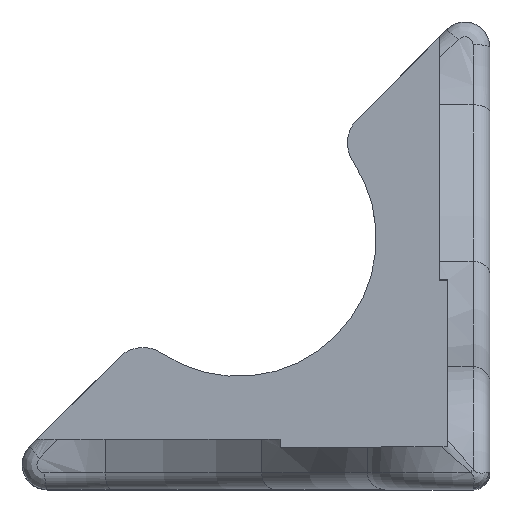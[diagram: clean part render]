
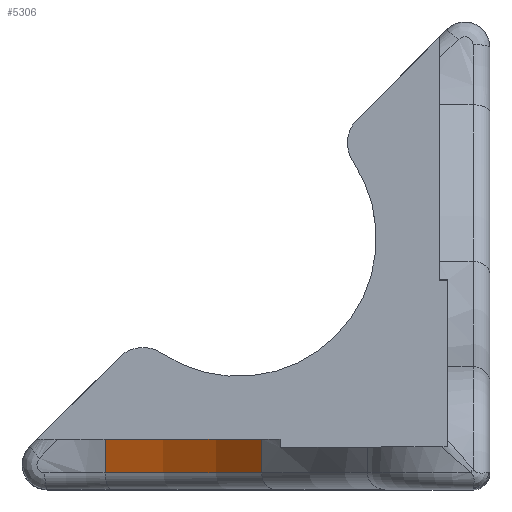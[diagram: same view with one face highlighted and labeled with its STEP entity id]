
A CAD part, top view. The second image highlights one B-rep face of the part: STEP entity #5306.
In plain terms, the highlighted cylindrical face has radius 52.843 mm (diameter 105.686 mm), a partial arc.
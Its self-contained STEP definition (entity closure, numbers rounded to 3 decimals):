
#1978 = TOROIDAL_SURFACE('',#1979,54.843,2.);
#1979 = AXIS2_PLACEMENT_3D('',#1980,#1981,#1982);
#1980 = CARTESIAN_POINT('',(-38.767,-28.,72.533));
#1981 = DIRECTION('',(0.,1.,0.));
#1982 = DIRECTION('',(0.433,0.,-0.901));
#3249 = PLANE('',#3250);
#3250 = AXIS2_PLACEMENT_3D('',#3251,#3252,#3253);
#3251 = CARTESIAN_POINT('',(5.,-24.,80.));
#3252 = DIRECTION('',(0.,1.,0.));
#3253 = DIRECTION('',(-1.,0.,0.));
#4202 = VERTEX_POINT('',#4203);
#4203 = CARTESIAN_POINT('',(-15.875,-28.,24.905));
#4218 = CYLINDRICAL_SURFACE('',#4219,24.949);
#4219 = AXIS2_PLACEMENT_3D('',#4220,#4221,#4222);
#4220 = CARTESIAN_POINT('',(-26.683,-30.,47.392));
#4221 = DIRECTION('',(0.,-1.,0.));
#4222 = DIRECTION('',(1.,0.,0.));
#4255 = VERTEX_POINT('',#4256);
#4256 = CARTESIAN_POINT('',(2.8,-28.,39.905));
#4291 = CYLINDRICAL_SURFACE('',#4292,63.94);
#4292 = AXIS2_PLACEMENT_3D('',#4293,#4294,#4295);
#4293 = CARTESIAN_POINT('',(-47.496,-30.,79.384));
#4294 = DIRECTION('',(0.,-1.,0.));
#4295 = DIRECTION('',(1.,0.,0.));
#4309 = EDGE_CURVE('',#4202,#4255,#4310,.T.);
#4310 = SURFACE_CURVE('',#4311,(#4316,#4323),.PCURVE_S1.);
#4311 = CIRCLE('',#4312,52.843);
#4312 = AXIS2_PLACEMENT_3D('',#4313,#4314,#4315);
#4313 = CARTESIAN_POINT('',(-38.767,-28.,72.533));
#4314 = DIRECTION('',(0.,-1.,0.));
#4315 = DIRECTION('',(0.433,0.,-0.901));
#4316 = PCURVE('',#1978,#4317);
#4317 = DEFINITIONAL_REPRESENTATION('',(#4318),#4322);
#4318 = LINE('',#4319,#4320);
#4319 = CARTESIAN_POINT('',(0.,3.142));
#4320 = VECTOR('',#4321,1.);
#4321 = DIRECTION('',(-1.,0.));
#4322 = ( GEOMETRIC_REPRESENTATION_CONTEXT(2) 
PARAMETRIC_REPRESENTATION_CONTEXT() REPRESENTATION_CONTEXT('2D SPACE',''
  ) );
#4323 = PCURVE('',#4324,#4329);
#4324 = CYLINDRICAL_SURFACE('',#4325,52.843);
#4325 = AXIS2_PLACEMENT_3D('',#4326,#4327,#4328);
#4326 = CARTESIAN_POINT('',(-38.767,-30.,72.533));
#4327 = DIRECTION('',(0.,-1.,0.));
#4328 = DIRECTION('',(1.,0.,0.));
#4329 = DEFINITIONAL_REPRESENTATION('',(#4330),#4334);
#4330 = LINE('',#4331,#4332);
#4331 = CARTESIAN_POINT('',(5.16,-2.));
#4332 = VECTOR('',#4333,1.);
#4333 = DIRECTION('',(1.,0.));
#4334 = ( GEOMETRIC_REPRESENTATION_CONTEXT(2) 
PARAMETRIC_REPRESENTATION_CONTEXT() REPRESENTATION_CONTEXT('2D SPACE',''
  ) );
#5076 = VERTEX_POINT('',#5077);
#5077 = CARTESIAN_POINT('',(-15.875,-24.,24.905));
#5103 = EDGE_CURVE('',#5076,#5104,#5106,.T.);
#5104 = VERTEX_POINT('',#5105);
#5105 = CARTESIAN_POINT('',(2.8,-24.,39.905));
#5106 = SURFACE_CURVE('',#5107,(#5112,#5123),.PCURVE_S1.);
#5107 = CIRCLE('',#5108,52.843);
#5108 = AXIS2_PLACEMENT_3D('',#5109,#5110,#5111);
#5109 = CARTESIAN_POINT('',(-38.767,-24.,72.533));
#5110 = DIRECTION('',(0.,-1.,0.));
#5111 = DIRECTION('',(1.,0.,0.));
#5112 = PCURVE('',#3249,#5113);
#5113 = DEFINITIONAL_REPRESENTATION('',(#5114),#5122);
#5114 = ( BOUNDED_CURVE() B_SPLINE_CURVE(2,(#5115,#5116,#5117,#5118,
#5119,#5120,#5121),.UNSPECIFIED.,.T.,.F.) B_SPLINE_CURVE_WITH_KNOTS((1,2
    ,2,2,2,1),(-2.094,0.,2.094,4.189,
6.283,8.378),.UNSPECIFIED.) CURVE() 
GEOMETRIC_REPRESENTATION_ITEM() RATIONAL_B_SPLINE_CURVE((1.,0.5,1.,0.5,
1.,0.5,1.)) REPRESENTATION_ITEM('') );
#5115 = CARTESIAN_POINT('',(-9.076,-7.467));
#5116 = CARTESIAN_POINT('',(-9.076,84.059));
#5117 = CARTESIAN_POINT('',(70.189,38.296));
#5118 = CARTESIAN_POINT('',(149.453,-7.467));
#5119 = CARTESIAN_POINT('',(70.189,-53.231));
#5120 = CARTESIAN_POINT('',(-9.076,-98.994));
#5121 = CARTESIAN_POINT('',(-9.076,-7.467));
#5122 = ( GEOMETRIC_REPRESENTATION_CONTEXT(2) 
PARAMETRIC_REPRESENTATION_CONTEXT() REPRESENTATION_CONTEXT('2D SPACE',''
  ) );
#5123 = PCURVE('',#4324,#5124);
#5124 = DEFINITIONAL_REPRESENTATION('',(#5125),#5129);
#5125 = LINE('',#5126,#5127);
#5126 = CARTESIAN_POINT('',(0.,-6.));
#5127 = VECTOR('',#5128,1.);
#5128 = DIRECTION('',(1.,0.));
#5129 = ( GEOMETRIC_REPRESENTATION_CONTEXT(2) 
PARAMETRIC_REPRESENTATION_CONTEXT() REPRESENTATION_CONTEXT('2D SPACE',''
  ) );
#5235 = EDGE_CURVE('',#4202,#5076,#5236,.T.);
#5236 = SURFACE_CURVE('',#5237,(#5241,#5248),.PCURVE_S1.);
#5237 = LINE('',#5238,#5239);
#5238 = CARTESIAN_POINT('',(-15.875,-30.,24.905));
#5239 = VECTOR('',#5240,1.);
#5240 = DIRECTION('',(0.,1.,0.));
#5241 = PCURVE('',#4218,#5242);
#5242 = DEFINITIONAL_REPRESENTATION('',(#5243),#5247);
#5243 = LINE('',#5244,#5245);
#5244 = CARTESIAN_POINT('',(5.16,0.));
#5245 = VECTOR('',#5246,1.);
#5246 = DIRECTION('',(0.,-1.));
#5247 = ( GEOMETRIC_REPRESENTATION_CONTEXT(2) 
PARAMETRIC_REPRESENTATION_CONTEXT() REPRESENTATION_CONTEXT('2D SPACE',''
  ) );
#5248 = PCURVE('',#4324,#5249);
#5249 = DEFINITIONAL_REPRESENTATION('',(#5250),#5254);
#5250 = LINE('',#5251,#5252);
#5251 = CARTESIAN_POINT('',(5.16,0.));
#5252 = VECTOR('',#5253,1.);
#5253 = DIRECTION('',(0.,-1.));
#5254 = ( GEOMETRIC_REPRESENTATION_CONTEXT(2) 
PARAMETRIC_REPRESENTATION_CONTEXT() REPRESENTATION_CONTEXT('2D SPACE',''
  ) );
#5265 = EDGE_CURVE('',#4255,#5104,#5266,.T.);
#5266 = SURFACE_CURVE('',#5267,(#5271,#5278),.PCURVE_S1.);
#5267 = LINE('',#5268,#5269);
#5268 = CARTESIAN_POINT('',(2.8,-30.,39.905));
#5269 = VECTOR('',#5270,1.);
#5270 = DIRECTION('',(0.,1.,0.));
#5271 = PCURVE('',#4291,#5272);
#5272 = DEFINITIONAL_REPRESENTATION('',(#5273),#5277);
#5273 = LINE('',#5274,#5275);
#5274 = CARTESIAN_POINT('',(5.618,0.));
#5275 = VECTOR('',#5276,1.);
#5276 = DIRECTION('',(0.,-1.));
#5277 = ( GEOMETRIC_REPRESENTATION_CONTEXT(2) 
PARAMETRIC_REPRESENTATION_CONTEXT() REPRESENTATION_CONTEXT('2D SPACE',''
  ) );
#5278 = PCURVE('',#4324,#5279);
#5279 = DEFINITIONAL_REPRESENTATION('',(#5280),#5284);
#5280 = LINE('',#5281,#5282);
#5281 = CARTESIAN_POINT('',(5.618,0.));
#5282 = VECTOR('',#5283,1.);
#5283 = DIRECTION('',(0.,-1.));
#5284 = ( GEOMETRIC_REPRESENTATION_CONTEXT(2) 
PARAMETRIC_REPRESENTATION_CONTEXT() REPRESENTATION_CONTEXT('2D SPACE',''
  ) );
#5306 = ADVANCED_FACE('',(#5307),#4324,.F.);
#5307 = FACE_BOUND('',#5308,.F.);
#5308 = EDGE_LOOP('',(#5309,#5310,#5311,#5312));
#5309 = ORIENTED_EDGE('',*,*,#5265,.F.);
#5310 = ORIENTED_EDGE('',*,*,#4309,.F.);
#5311 = ORIENTED_EDGE('',*,*,#5235,.T.);
#5312 = ORIENTED_EDGE('',*,*,#5103,.T.);
